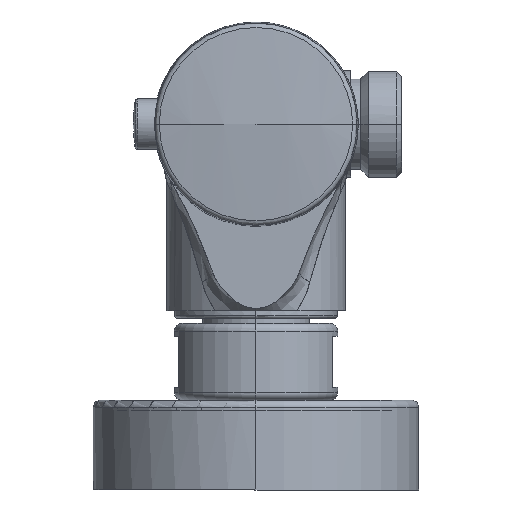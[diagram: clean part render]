
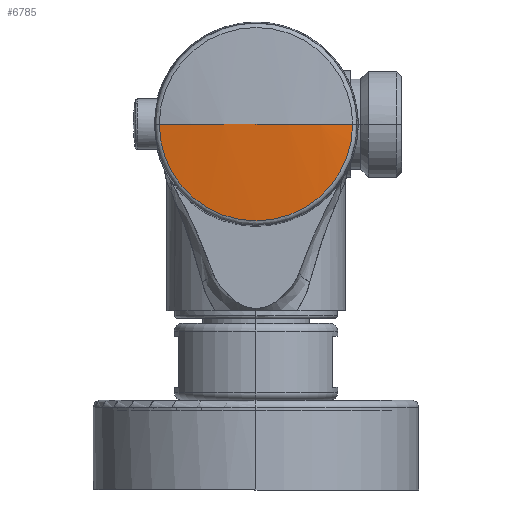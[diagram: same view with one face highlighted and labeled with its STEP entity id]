
A CAD part, left-side view. The second image highlights one B-rep face of the part: STEP entity #6785.
In plain terms, the highlighted spherical face has radius 136 mm.
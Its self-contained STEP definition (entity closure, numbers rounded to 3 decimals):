
#6738=CARTESIAN_POINT('Axis2P3D Location',(0.6,0.,0.)) ;
#6743=CARTESIAN_POINT('Axis2P3D Location',(-134.077,0.,0.)) ;
#6747=CARTESIAN_POINT('Vertex',(-134.077,18.922,0.)) ;
#6749=CARTESIAN_POINT('Vertex',(-134.077,0.,-18.922)) ;
#6752=CARTESIAN_POINT('Axis2P3D Location',(-134.077,0.,0.)) ;
#6756=CARTESIAN_POINT('Vertex',(-134.077,-18.922,-0.101)) ;
#6759=CARTESIAN_POINT('Axis2P3D Location',(-134.077,0.,0.)) ;
#6763=CARTESIAN_POINT('Vertex',(-134.077,-18.922,0.)) ;
#6766=CARTESIAN_POINT('Axis2P3D Location',(0.6,0.,0.)) ;
#6770=CARTESIAN_POINT('Vertex',(-135.4,0.,0.)) ;
#6773=CARTESIAN_POINT('Axis2P3D Location',(0.6,0.,0.)) ;
#6739=DIRECTION('Axis2P3D Direction',(-1.,0.,0.)) ;
#6740=DIRECTION('Axis2P3D XDirection',(0.,0.,-1.)) ;
#6744=DIRECTION('Axis2P3D Direction',(-1.,0.,0.)) ;
#6753=DIRECTION('Axis2P3D Direction',(-1.,0.,0.)) ;
#6760=DIRECTION('Axis2P3D Direction',(-1.,0.,0.)) ;
#6767=DIRECTION('Axis2P3D Direction',(0.,0.,-1.)) ;
#6774=DIRECTION('Axis2P3D Direction',(0.,0.,1.)) ;
#6741=AXIS2_PLACEMENT_3D('Sphere Axis2P3D',#6738,#6739,#6740) ;
#6745=AXIS2_PLACEMENT_3D('Circle Axis2P3D',#6743,#6744,$) ;
#6754=AXIS2_PLACEMENT_3D('Circle Axis2P3D',#6752,#6753,$) ;
#6761=AXIS2_PLACEMENT_3D('Circle Axis2P3D',#6759,#6760,$) ;
#6768=AXIS2_PLACEMENT_3D('Circle Axis2P3D',#6766,#6767,$) ;
#6775=AXIS2_PLACEMENT_3D('Circle Axis2P3D',#6773,#6774,$) ;
#6746=CIRCLE('generated circle',#6745,18.922) ;
#6755=CIRCLE('generated circle',#6754,18.922) ;
#6762=CIRCLE('generated circle',#6761,18.922) ;
#6769=CIRCLE('generated circle',#6768,136.) ;
#6776=CIRCLE('generated circle',#6775,136.) ;
#6742=SPHERICAL_SURFACE('',#6741,136.) ;
#6751=EDGE_CURVE('',#6748,#6750,#6746,.T.) ;
#6758=EDGE_CURVE('',#6750,#6757,#6755,.T.) ;
#6765=EDGE_CURVE('',#6757,#6764,#6762,.T.) ;
#6772=EDGE_CURVE('',#6764,#6771,#6769,.T.) ;
#6777=EDGE_CURVE('',#6771,#6748,#6776,.F.) ;
#6779=ORIENTED_EDGE('',*,*,#6751,.T.) ;
#6780=ORIENTED_EDGE('',*,*,#6758,.T.) ;
#6781=ORIENTED_EDGE('',*,*,#6765,.T.) ;
#6782=ORIENTED_EDGE('',*,*,#6772,.T.) ;
#6783=ORIENTED_EDGE('',*,*,#6777,.T.) ;
#6778=EDGE_LOOP('',(#6779,#6780,#6781,#6782,#6783)) ;
#6748=VERTEX_POINT('',#6747) ;
#6750=VERTEX_POINT('',#6749) ;
#6757=VERTEX_POINT('',#6756) ;
#6764=VERTEX_POINT('',#6763) ;
#6771=VERTEX_POINT('',#6770) ;
#6785=ADVANCED_FACE('Superficie.618',(#6784),#6742,.T.) ;
#6784=FACE_OUTER_BOUND('',#6778,.T.) ;
